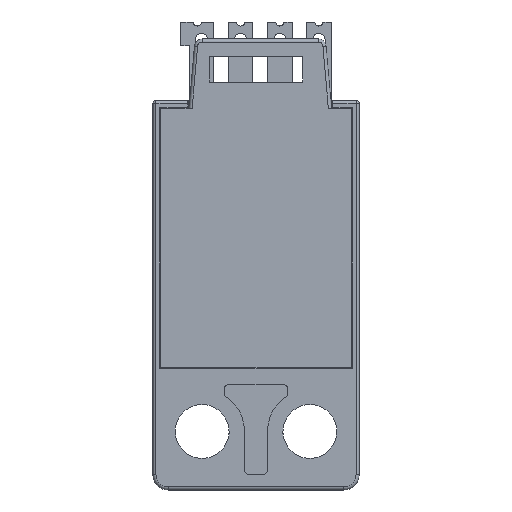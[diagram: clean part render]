
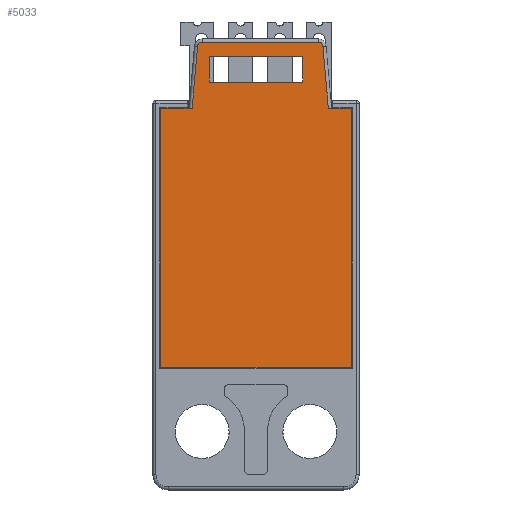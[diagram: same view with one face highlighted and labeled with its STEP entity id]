
A CAD part, left-side view. The second image highlights one B-rep face of the part: STEP entity #5033.
In plain terms, the highlighted planar face has unit normal (-1, 0, 0).
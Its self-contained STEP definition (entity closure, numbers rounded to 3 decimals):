
#834=DIRECTION('',(0.,-0.087,-0.996));
#835=VECTOR('',#834,4.042);
#836=CARTESIAN_POINT('',(0.8,-4.348,11.926));
#837=LINE('',#836,#835);
#838=DIRECTION('',(0.,-1.,0.));
#839=VECTOR('',#838,1.5);
#840=CARTESIAN_POINT('',(0.8,-4.7,7.9));
#841=LINE('',#840,#839);
#842=DIRECTION('',(0.,0.,-1.));
#843=VECTOR('',#842,16.85);
#844=CARTESIAN_POINT('',(0.8,-6.2,7.9));
#845=LINE('',#844,#843);
#846=DIRECTION('',(0.,1.,0.));
#847=VECTOR('',#846,12.4);
#848=CARTESIAN_POINT('',(0.8,-6.2,-8.95));
#849=LINE('',#848,#847);
#850=DIRECTION('',(0.,0.,1.));
#851=VECTOR('',#850,16.85);
#852=CARTESIAN_POINT('',(0.8,6.2,-8.95));
#853=LINE('',#852,#851);
#854=DIRECTION('',(0.,-1.,0.));
#855=VECTOR('',#854,2.05);
#856=CARTESIAN_POINT('',(0.8,6.2,7.9));
#857=LINE('',#856,#855);
#858=DIRECTION('',(0.,-0.087,0.996));
#859=VECTOR('',#858,4.042);
#860=CARTESIAN_POINT('',(0.8,4.15,7.9));
#861=LINE('',#860,#859);
#862=CARTESIAN_POINT('',(0.8,3.499,11.9));
#863=DIRECTION('',(1.,0.,0.));
#864=DIRECTION('',(0.,0.996,0.087));
#865=AXIS2_PLACEMENT_3D('',#862,#863,#864);
#867=CARTESIAN_POINT('',(0.8,-4.049,11.9));
#868=DIRECTION('',(1.,0.,0.));
#869=DIRECTION('',(0.,0.,1.));
#870=AXIS2_PLACEMENT_3D('',#867,#868,#869);
#872=DIRECTION('',(0.,1.,0.));
#873=VECTOR('',#872,6.1);
#874=CARTESIAN_POINT('',(0.8,-3.05,11.25));
#875=LINE('',#874,#873);
#876=DIRECTION('',(0.,0.,-1.));
#877=VECTOR('',#876,1.65);
#878=CARTESIAN_POINT('',(0.8,3.05,11.25));
#879=LINE('',#878,#877);
#880=DIRECTION('',(0.,-1.,0.));
#881=VECTOR('',#880,6.1);
#882=CARTESIAN_POINT('',(0.8,3.05,9.6));
#883=LINE('',#882,#881);
#884=DIRECTION('',(0.,0.,1.));
#885=VECTOR('',#884,1.65);
#886=CARTESIAN_POINT('',(0.8,-3.05,9.6));
#887=LINE('',#886,#885);
#923=DIRECTION('',(0.,1.,0.));
#924=VECTOR('',#923,7.548);
#925=CARTESIAN_POINT('',(0.8,-4.049,12.2));
#926=LINE('',#925,#924);
#3446=CARTESIAN_POINT('',(0.8,-4.348,11.926));
#3447=CARTESIAN_POINT('',(0.8,-4.7,7.9));
#3448=VERTEX_POINT('',#3446);
#3449=VERTEX_POINT('',#3447);
#3450=CARTESIAN_POINT('',(0.8,-6.2,7.9));
#3451=VERTEX_POINT('',#3450);
#3452=CARTESIAN_POINT('',(0.8,-6.2,-8.95));
#3453=VERTEX_POINT('',#3452);
#3454=CARTESIAN_POINT('',(0.8,6.2,-8.95));
#3455=VERTEX_POINT('',#3454);
#3456=CARTESIAN_POINT('',(0.8,6.2,7.9));
#3457=VERTEX_POINT('',#3456);
#3458=CARTESIAN_POINT('',(0.8,4.15,7.9));
#3459=VERTEX_POINT('',#3458);
#3460=CARTESIAN_POINT('',(0.8,3.798,11.926));
#3461=VERTEX_POINT('',#3460);
#3462=CARTESIAN_POINT('',(0.8,3.499,12.2));
#3463=VERTEX_POINT('',#3462);
#3464=CARTESIAN_POINT('',(0.8,-4.049,12.2));
#3465=VERTEX_POINT('',#3464);
#3466=CARTESIAN_POINT('',(0.8,-3.05,11.25));
#3467=CARTESIAN_POINT('',(0.8,3.05,11.25));
#3468=VERTEX_POINT('',#3466);
#3469=VERTEX_POINT('',#3467);
#3470=CARTESIAN_POINT('',(0.8,3.05,9.6));
#3471=VERTEX_POINT('',#3470);
#3472=CARTESIAN_POINT('',(0.8,-3.05,9.6));
#3473=VERTEX_POINT('',#3472);
#4999=CARTESIAN_POINT('',(0.8,0.,-9.85));
#5000=DIRECTION('',(-1.,0.,0.));
#5001=DIRECTION('',(0.,1.,0.));
#5002=AXIS2_PLACEMENT_3D('',#4999,#5000,#5001);
#5003=PLANE('',#5002);
#5005=ORIENTED_EDGE('',*,*,#5004,.T.);
#5006=ORIENTED_EDGE('',*,*,#4987,.T.);
#5008=ORIENTED_EDGE('',*,*,#5007,.T.);
#5010=ORIENTED_EDGE('',*,*,#5009,.T.);
#5011=ORIENTED_EDGE('',*,*,#4731,.T.);
#5012=ORIENTED_EDGE('',*,*,#4748,.T.);
#5014=ORIENTED_EDGE('',*,*,#5013,.T.);
#5016=ORIENTED_EDGE('',*,*,#5015,.T.);
#5018=ORIENTED_EDGE('',*,*,#5017,.F.);
#5020=ORIENTED_EDGE('',*,*,#5019,.T.);
#5021=EDGE_LOOP('',(#5005,#5006,#5008,#5010,#5011,#5012,#5014,#5016,#5018,
#5020));
#5022=FACE_OUTER_BOUND('',#5021,.F.);
#5024=ORIENTED_EDGE('',*,*,#5023,.T.);
#5026=ORIENTED_EDGE('',*,*,#5025,.T.);
#5028=ORIENTED_EDGE('',*,*,#5027,.T.);
#5030=ORIENTED_EDGE('',*,*,#5029,.T.);
#5031=EDGE_LOOP('',(#5024,#5026,#5028,#5030));
#5032=FACE_BOUND('',#5031,.F.);
#5033=ADVANCED_FACE('',(#5022,#5032),#5003,.T.);
#866=CIRCLE('',#865,0.3);
#871=CIRCLE('',#870,0.3);
#4731=EDGE_CURVE('',#3455,#3457,#853,.T.);
#4748=EDGE_CURVE('',#3457,#3459,#857,.T.);
#4987=EDGE_CURVE('',#3449,#3451,#841,.T.);
#5004=EDGE_CURVE('',#3448,#3449,#837,.T.);
#5007=EDGE_CURVE('',#3451,#3453,#845,.T.);
#5009=EDGE_CURVE('',#3453,#3455,#849,.T.);
#5013=EDGE_CURVE('',#3459,#3461,#861,.T.);
#5015=EDGE_CURVE('',#3461,#3463,#866,.T.);
#5017=EDGE_CURVE('',#3465,#3463,#926,.T.);
#5019=EDGE_CURVE('',#3465,#3448,#871,.T.);
#5023=EDGE_CURVE('',#3468,#3469,#875,.T.);
#5025=EDGE_CURVE('',#3469,#3471,#879,.T.);
#5027=EDGE_CURVE('',#3471,#3473,#883,.T.);
#5029=EDGE_CURVE('',#3473,#3468,#887,.T.);
